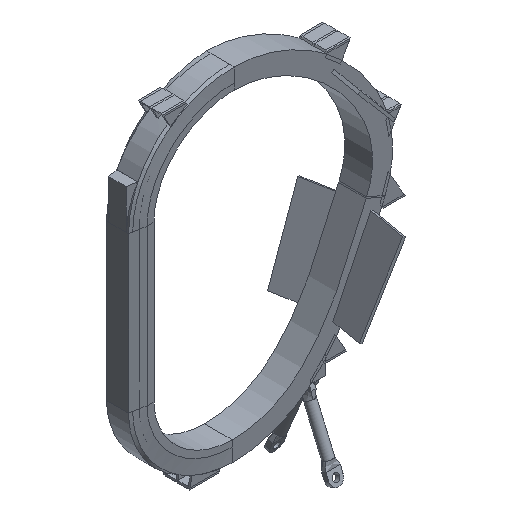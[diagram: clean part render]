
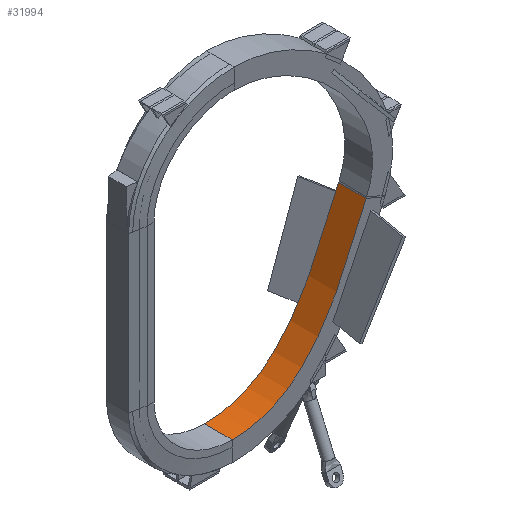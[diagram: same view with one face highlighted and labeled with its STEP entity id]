
A CAD part, isometric view. The second image highlights one B-rep face of the part: STEP entity #31994.
In plain terms, the highlighted free-form (B-spline) face has degree [1, 3] with [2, 4] control points.
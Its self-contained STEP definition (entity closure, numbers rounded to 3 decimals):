
#18136 = PLANE('',#18137);
#18137 = AXIS2_PLACEMENT_3D('',#18138,#18139,#18140);
#18138 = CARTESIAN_POINT('',(13025.812,720.973,
    -5964.324));
#18139 = DIRECTION('',(0.,-1.,0.));
#18140 = DIRECTION('',(-0.757,0.,
    0.654));
#19153 = PLANE('',#19154);
#19154 = AXIS2_PLACEMENT_3D('',#19155,#19156,#19157);
#19155 = CARTESIAN_POINT('',(13025.812,-720.973,
    -5964.324));
#19156 = DIRECTION('',(0.,1.,0.));
#19157 = DIRECTION('',(0.757,0.,
    -0.654));
#22002 = PLANE('',#22003);
#22003 = AXIS2_PLACEMENT_3D('',#22004,#22005,#22006);
#22004 = CARTESIAN_POINT('',(15521.692,0.,-1044.815)
  );
#22005 = DIRECTION('',(0.921,0.,-0.39));
#22006 = DIRECTION('',(0.,-1.,-0.));
#22017 = VERTEX_POINT('',#22018);
#22018 = CARTESIAN_POINT('',(15509.635,-720.973,
    -1073.29));
#26799 = VERTEX_POINT('',#26800);
#26800 = CARTESIAN_POINT('',(15509.635,720.973,
    -1073.29));
#28137 = B_SPLINE_SURFACE_WITH_KNOTS('',1,3,(
    (#28138,#28139,#28140,#28141)
    ,(#28142,#28143,#28144,#28145
    )),.UNSPECIFIED.,.F.,.F.,.F.,(2,2),(4,4),(2.,3.),(0.,1.),
  .PIECEWISE_BEZIER_KNOTS.);
#28138 = CARTESIAN_POINT('',(8521.264,-720.973,
    -8467.009));
#28139 = CARTESIAN_POINT('',(6305.954,-720.973,
    -8467.009));
#28140 = CARTESIAN_POINT('',(4450.921,-720.973,
    -6628.518));
#28141 = CARTESIAN_POINT('',(4450.921,-720.973,
    -4717.448));
#28142 = CARTESIAN_POINT('',(8521.264,720.973,
    -8467.009));
#28143 = CARTESIAN_POINT('',(6305.954,720.973,
    -8467.009));
#28144 = CARTESIAN_POINT('',(4450.921,720.973,
    -6628.518));
#28145 = CARTESIAN_POINT('',(4450.921,720.973,
    -4717.448));
#28175 = VERTEX_POINT('',#28176);
#28176 = CARTESIAN_POINT('',(8521.264,720.973,
    -8467.009));
#28267 = EDGE_CURVE('',#26799,#28175,#28268,.T.);
#28268 = SURFACE_CURVE('',#28269,(#28282,#28298),.PCURVE_S1.);
#28269 = B_SPLINE_CURVE_WITH_KNOTS('',11,(#28270,#28271,#28272,#28273,
    #28274,#28275,#28276,#28277,#28278,#28279,#28280,#28281),
  .UNSPECIFIED.,.F.,.F.,(12,12),(0.,1.),.PIECEWISE_BEZIER_KNOTS.);
#28270 = CARTESIAN_POINT('',(15509.635,720.973,
    -1073.29));
#28271 = CARTESIAN_POINT('',(15113.904,720.973,
    -2007.873));
#28272 = CARTESIAN_POINT('',(14717.623,720.973,
    -2971.917));
#28273 = CARTESIAN_POINT('',(14305.004,720.973,
    -3938.106));
#28274 = CARTESIAN_POINT('',(13860.258,720.973,
    -4879.125));
#28275 = CARTESIAN_POINT('',(13367.596,720.973,
    -5767.658));
#28276 = CARTESIAN_POINT('',(12811.231,720.973,
    -6576.391));
#28277 = CARTESIAN_POINT('',(12175.374,720.973,
    -7278.008));
#28278 = CARTESIAN_POINT('',(11444.238,720.973,
    -7845.193));
#28279 = CARTESIAN_POINT('',(10602.033,720.973,
    -8250.632));
#28280 = CARTESIAN_POINT('',(9632.971,720.973,
    -8467.009));
#28281 = CARTESIAN_POINT('',(8521.264,720.973,
    -8467.009));
#28282 = PCURVE('',#18136,#28283);
#28283 = DEFINITIONAL_REPRESENTATION('',(#28284),#28297);
#28284 = B_SPLINE_CURVE_WITH_KNOTS('',11,(#28285,#28286,#28287,#28288,
    #28289,#28290,#28291,#28292,#28293,#28294,#28295,#28296),
  .UNSPECIFIED.,.F.,.F.,(12,12),(0.,1.),.PIECEWISE_BEZIER_KNOTS.);
#28285 = CARTESIAN_POINT('',(1318.041,-5324.881));
#28286 = CARTESIAN_POINT('',(1006.499,-4358.966));
#28287 = CARTESIAN_POINT('',(676.114,-3370.399));
#28288 = CARTESIAN_POINT('',(356.69,-2369.528));
#28289 = CARTESIAN_POINT('',(78.031,-1366.699));
#28290 = CARTESIAN_POINT('',(-130.057,-372.262));
#28291 = CARTESIAN_POINT('',(-237.771,603.437));
#28292 = CARTESIAN_POINT('',(-215.304,1550.05));
#28293 = CARTESIAN_POINT('',(-32.854,2457.228));
#28294 = CARTESIAN_POINT('',(339.386,3314.624));
#28295 = CARTESIAN_POINT('',(931.219,4111.89));
#28296 = CARTESIAN_POINT('',(1772.451,4838.678));
#28297 = ( GEOMETRIC_REPRESENTATION_CONTEXT(2) 
PARAMETRIC_REPRESENTATION_CONTEXT() REPRESENTATION_CONTEXT('2D SPACE',''
  ) );
#28298 = PCURVE('',#28299,#28308);
#28299 = B_SPLINE_SURFACE_WITH_KNOTS('',1,3,(
    (#28300,#28301,#28302,#28303)
    ,(#28304,#28305,#28306,#28307
    )),.UNSPECIFIED.,.F.,.F.,.F.,(2,2),(4,4),(1.,2.),(0.,1.),
  .PIECEWISE_BEZIER_KNOTS.);
#28300 = CARTESIAN_POINT('',(15509.635,720.973,
    -1073.29));
#28301 = CARTESIAN_POINT('',(14058.622,720.973,
    -4500.095));
#28302 = CARTESIAN_POINT('',(12597.522,720.973,
    -8467.009));
#28303 = CARTESIAN_POINT('',(8521.264,720.973,
    -8467.009));
#28304 = CARTESIAN_POINT('',(15509.635,-720.973,
    -1073.29));
#28305 = CARTESIAN_POINT('',(14058.622,-720.973,
    -4500.095));
#28306 = CARTESIAN_POINT('',(12597.522,-720.973,
    -8467.009));
#28307 = CARTESIAN_POINT('',(8521.264,-720.973,
    -8467.009));
#28308 = DEFINITIONAL_REPRESENTATION('',(#28309),#28312);
#28309 = B_SPLINE_CURVE_WITH_KNOTS('',1,(#28310,#28311),.UNSPECIFIED.,
  .F.,.F.,(2,2),(0.,1.),.PIECEWISE_BEZIER_KNOTS.);
#28310 = CARTESIAN_POINT('',(1.,0.));
#28311 = CARTESIAN_POINT('',(1.,1.));
#28312 = ( GEOMETRIC_REPRESENTATION_CONTEXT(2) 
PARAMETRIC_REPRESENTATION_CONTEXT() REPRESENTATION_CONTEXT('2D SPACE',''
  ) );
#28756 = EDGE_CURVE('',#22017,#28757,#28759,.T.);
#28757 = VERTEX_POINT('',#28758);
#28758 = CARTESIAN_POINT('',(8521.264,-720.973,
    -8467.009));
#28759 = SURFACE_CURVE('',#28760,(#28765,#28773),.PCURVE_S1.);
#28760 = B_SPLINE_CURVE_WITH_KNOTS('',3,(#28761,#28762,#28763,#28764),
  .UNSPECIFIED.,.F.,.F.,(4,4),(0.,1.),.PIECEWISE_BEZIER_KNOTS.);
#28761 = CARTESIAN_POINT('',(15509.635,-720.973,
    -1073.29));
#28762 = CARTESIAN_POINT('',(14058.622,-720.973,
    -4500.095));
#28763 = CARTESIAN_POINT('',(12597.522,-720.973,
    -8467.009));
#28764 = CARTESIAN_POINT('',(8521.264,-720.973,
    -8467.009));
#28765 = PCURVE('',#19153,#28766);
#28766 = DEFINITIONAL_REPRESENTATION('',(#28767),#28772);
#28767 = B_SPLINE_CURVE_WITH_KNOTS('',3,(#28768,#28769,#28770,#28771),
  .UNSPECIFIED.,.F.,.F.,(4,4),(0.,1.),.PIECEWISE_BEZIER_KNOTS.);
#28768 = CARTESIAN_POINT('',(-1318.041,-5324.881));
#28769 = CARTESIAN_POINT('',(-175.722,-1783.195));
#28770 = CARTESIAN_POINT('',(1312.065,2173.788));
#28771 = CARTESIAN_POINT('',(-1772.451,4838.678));
#28772 = ( GEOMETRIC_REPRESENTATION_CONTEXT(2) 
PARAMETRIC_REPRESENTATION_CONTEXT() REPRESENTATION_CONTEXT('2D SPACE',''
  ) );
#28773 = PCURVE('',#28299,#28774);
#28774 = DEFINITIONAL_REPRESENTATION('',(#28775),#28778);
#28775 = B_SPLINE_CURVE_WITH_KNOTS('',1,(#28776,#28777),.UNSPECIFIED.,
  .F.,.F.,(2,2),(0.,1.),.PIECEWISE_BEZIER_KNOTS.);
#28776 = CARTESIAN_POINT('',(2.,0.));
#28777 = CARTESIAN_POINT('',(2.,1.));
#28778 = ( GEOMETRIC_REPRESENTATION_CONTEXT(2) 
PARAMETRIC_REPRESENTATION_CONTEXT() REPRESENTATION_CONTEXT('2D SPACE',''
  ) );
#30102 = EDGE_CURVE('',#26799,#22017,#30103,.T.);
#30103 = SURFACE_CURVE('',#30104,(#30107,#30113),.PCURVE_S1.);
#30104 = B_SPLINE_CURVE_WITH_KNOTS('',1,(#30105,#30106),.UNSPECIFIED.,
  .F.,.F.,(2,2),(1.,2.),.PIECEWISE_BEZIER_KNOTS.);
#30105 = CARTESIAN_POINT('',(15509.635,720.973,
    -1073.29));
#30106 = CARTESIAN_POINT('',(15509.635,-720.973,
    -1073.29));
#30107 = PCURVE('',#22002,#30108);
#30108 = DEFINITIONAL_REPRESENTATION('',(#30109),#30112);
#30109 = B_SPLINE_CURVE_WITH_KNOTS('',1,(#30110,#30111),.UNSPECIFIED.,
  .F.,.F.,(2,2),(1.,2.),.PIECEWISE_BEZIER_KNOTS.);
#30110 = CARTESIAN_POINT('',(-720.973,30.922));
#30111 = CARTESIAN_POINT('',(720.973,30.922));
#30112 = ( GEOMETRIC_REPRESENTATION_CONTEXT(2) 
PARAMETRIC_REPRESENTATION_CONTEXT() REPRESENTATION_CONTEXT('2D SPACE',''
  ) );
#30113 = PCURVE('',#28299,#30114);
#30114 = DEFINITIONAL_REPRESENTATION('',(#30115),#30118);
#30115 = B_SPLINE_CURVE_WITH_KNOTS('',1,(#30116,#30117),.UNSPECIFIED.,
  .F.,.F.,(2,2),(1.,2.),.PIECEWISE_BEZIER_KNOTS.);
#30116 = CARTESIAN_POINT('',(1.,0.));
#30117 = CARTESIAN_POINT('',(2.,0.));
#30118 = ( GEOMETRIC_REPRESENTATION_CONTEXT(2) 
PARAMETRIC_REPRESENTATION_CONTEXT() REPRESENTATION_CONTEXT('2D SPACE',''
  ) );
#31771 = EDGE_CURVE('',#28175,#28757,#31772,.T.);
#31772 = SURFACE_CURVE('',#31773,(#31776,#31782),.PCURVE_S1.);
#31773 = B_SPLINE_CURVE_WITH_KNOTS('',1,(#31774,#31775),.UNSPECIFIED.,
  .F.,.F.,(2,2),(1.,2.),.PIECEWISE_BEZIER_KNOTS.);
#31774 = CARTESIAN_POINT('',(8521.264,720.973,
    -8467.009));
#31775 = CARTESIAN_POINT('',(8521.264,-720.973,
    -8467.009));
#31776 = PCURVE('',#28137,#31777);
#31777 = DEFINITIONAL_REPRESENTATION('',(#31778),#31781);
#31778 = B_SPLINE_CURVE_WITH_KNOTS('',1,(#31779,#31780),.UNSPECIFIED.,
  .F.,.F.,(2,2),(1.,2.),.PIECEWISE_BEZIER_KNOTS.);
#31779 = CARTESIAN_POINT('',(3.,0.));
#31780 = CARTESIAN_POINT('',(2.,0.));
#31781 = ( GEOMETRIC_REPRESENTATION_CONTEXT(2) 
PARAMETRIC_REPRESENTATION_CONTEXT() REPRESENTATION_CONTEXT('2D SPACE',''
  ) );
#31782 = PCURVE('',#28299,#31783);
#31783 = DEFINITIONAL_REPRESENTATION('',(#31784),#31787);
#31784 = B_SPLINE_CURVE_WITH_KNOTS('',1,(#31785,#31786),.UNSPECIFIED.,
  .F.,.F.,(2,2),(1.,2.),.PIECEWISE_BEZIER_KNOTS.);
#31785 = CARTESIAN_POINT('',(1.,1.));
#31786 = CARTESIAN_POINT('',(2.,1.));
#31787 = ( GEOMETRIC_REPRESENTATION_CONTEXT(2) 
PARAMETRIC_REPRESENTATION_CONTEXT() REPRESENTATION_CONTEXT('2D SPACE',''
  ) );
#31994 = ADVANCED_FACE('',(#31995),#28299,.F.);
#31995 = FACE_BOUND('',#31996,.F.);
#31996 = EDGE_LOOP('',(#31997,#31998,#31999,#32000));
#31997 = ORIENTED_EDGE('',*,*,#28267,.F.);
#31998 = ORIENTED_EDGE('',*,*,#30102,.T.);
#31999 = ORIENTED_EDGE('',*,*,#28756,.T.);
#32000 = ORIENTED_EDGE('',*,*,#31771,.F.);
